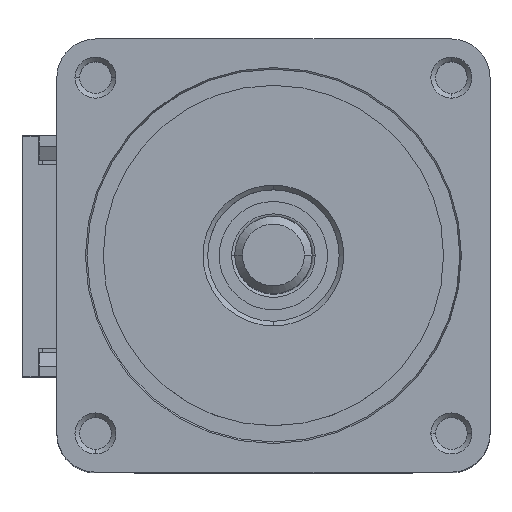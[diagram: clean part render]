
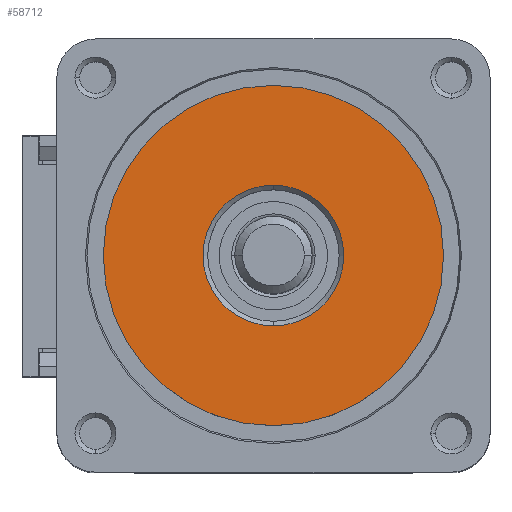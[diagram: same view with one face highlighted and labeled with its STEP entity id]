
A CAD part, top view. The second image highlights one B-rep face of the part: STEP entity #58712.
In plain terms, the highlighted planar face has unit normal (0, 0, 1).
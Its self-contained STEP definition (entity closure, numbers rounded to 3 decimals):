
#21389=CARTESIAN_POINT('',(0.,0.,8.8));
#21390=DIRECTION('',(0.,0.,1.));
#21391=DIRECTION('',(0.,-1.,0.));
#21392=AXIS2_PLACEMENT_3D('',#21389,#21390,#21391);
#21394=CARTESIAN_POINT('',(0.,0.,8.8));
#21395=DIRECTION('',(0.,0.,1.));
#21396=DIRECTION('',(0.,1.,0.));
#21397=AXIS2_PLACEMENT_3D('',#21394,#21395,#21396);
#21399=CARTESIAN_POINT('',(0.,0.,8.8));
#21400=DIRECTION('',(0.,0.,-1.));
#21401=DIRECTION('',(0.,1.,0.));
#21402=AXIS2_PLACEMENT_3D('',#21399,#21400,#21401);
#21404=CARTESIAN_POINT('',(0.,0.,8.8));
#21405=DIRECTION('',(0.,0.,-1.));
#21406=DIRECTION('',(0.,-1.,0.));
#21407=AXIS2_PLACEMENT_3D('',#21404,#21405,#21406);
#25020=CARTESIAN_POINT('',(0.,-11.,8.8));
#25021=CARTESIAN_POINT('',(0.,11.,8.8));
#25022=VERTEX_POINT('',#25020);
#25023=VERTEX_POINT('',#25021);
#25052=CARTESIAN_POINT('',(0.,4.55,8.8));
#25053=CARTESIAN_POINT('',(0.,-4.55,8.8));
#25054=VERTEX_POINT('',#25052);
#25055=VERTEX_POINT('',#25053);
#58697=CARTESIAN_POINT('',(0.,0.,8.8));
#58698=DIRECTION('',(0.,0.,1.));
#58699=DIRECTION('',(0.,-1.,0.));
#58700=AXIS2_PLACEMENT_3D('',#58697,#58698,#58699);
#58701=PLANE('',#58700);
#58702=ORIENTED_EDGE('',*,*,#58679,.F.);
#58703=ORIENTED_EDGE('',*,*,#58692,.F.);
#58704=EDGE_LOOP('',(#58702,#58703));
#58705=FACE_OUTER_BOUND('',#58704,.F.);
#58707=ORIENTED_EDGE('',*,*,#58706,.F.);
#58709=ORIENTED_EDGE('',*,*,#58708,.F.);
#58710=EDGE_LOOP('',(#58707,#58709));
#58711=FACE_BOUND('',#58710,.F.);
#58712=ADVANCED_FACE('',(#58705,#58711),#58701,.T.);
#21393=CIRCLE('',#21392,11.);
#21398=CIRCLE('',#21397,11.);
#21403=CIRCLE('',#21402,4.55);
#21408=CIRCLE('',#21407,4.55);
#58679=EDGE_CURVE('',#25022,#25023,#21393,.T.);
#58692=EDGE_CURVE('',#25023,#25022,#21398,.T.);
#58706=EDGE_CURVE('',#25054,#25055,#21403,.T.);
#58708=EDGE_CURVE('',#25055,#25054,#21408,.T.);
